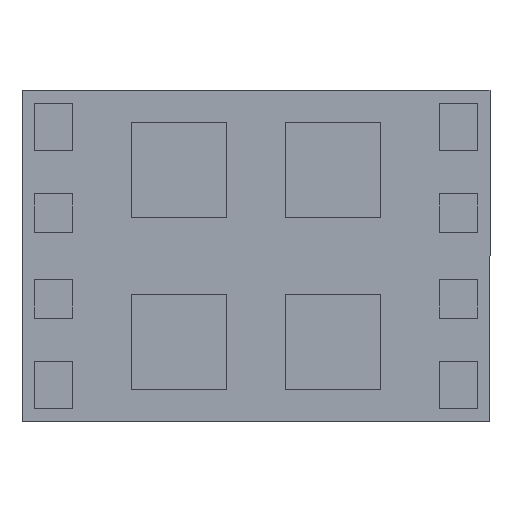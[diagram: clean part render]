
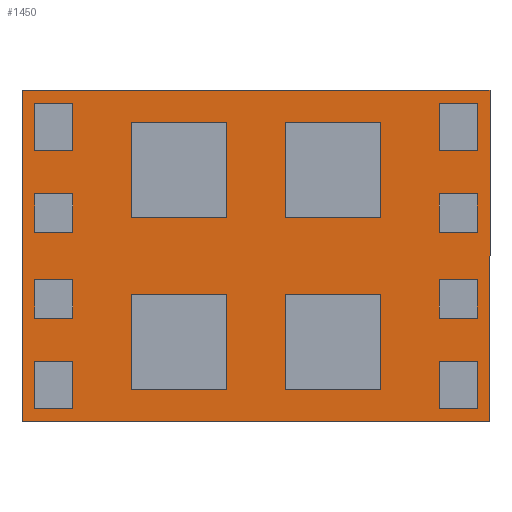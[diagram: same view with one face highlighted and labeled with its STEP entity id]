
A CAD part, front view. The second image highlights one B-rep face of the part: STEP entity #1450.
In plain terms, the highlighted planar face has unit normal (0, -1, 0).
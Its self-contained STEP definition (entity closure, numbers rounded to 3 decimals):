
#21 = EDGE_CURVE ( 'NONE', #2259, #370, #1719, .T. ) ;
#237 = VERTEX_POINT ( 'NONE', #1410 ) ;
#370 = VERTEX_POINT ( 'NONE', #757 ) ;
#416 = FACE_OUTER_BOUND ( 'NONE', #1712, .T. ) ;
#520 = ORIENTED_EDGE ( 'NONE', *, *, #1439, .F. ) ;
#526 = ORIENTED_EDGE ( 'NONE', *, *, #2253, .F. ) ;
#544 = ORIENTED_EDGE ( 'NONE', *, *, #850, .F. ) ;
#567 = ORIENTED_EDGE ( 'NONE', *, *, #21, .F. ) ;
#757 = CARTESIAN_POINT ( 'NONE',  ( 1.226, 0., -0.869 ) ) ;
#850 = EDGE_CURVE ( 'NONE', #1724, #2259, #1900, .T. ) ;
#1017 = DIRECTION ( 'NONE',  ( 1., 0., 0. ) ) ;
#1187 = LINE ( 'NONE', #1528, #2132 ) ;
#1266 = CARTESIAN_POINT ( 'NONE',  ( -1.225, 0., 0.869 ) ) ;
#1376 = VECTOR ( 'NONE', #1017, 1000. ) ;
#1410 = CARTESIAN_POINT ( 'NONE',  ( -1.225, 0., -0.869 ) ) ;
#1439 = EDGE_CURVE ( 'NONE', #370, #237, #1835, .T. ) ;
#1444 = CARTESIAN_POINT ( 'NONE',  ( 1.226, 0., -0.869 ) ) ;
#1450 = ADVANCED_FACE ( 'NONE', ( #416 ), #1645, .F. ) ;
#1458 = CARTESIAN_POINT ( 'NONE',  ( -1.225, 0., -0.869 ) ) ;
#1479 = DIRECTION ( 'NONE',  ( -1., 0., 0. ) ) ;
#1498 = DIRECTION ( 'NONE',  ( 0., 0., -1. ) ) ;
#1528 = CARTESIAN_POINT ( 'NONE',  ( -1.225, 0., -0.869 ) ) ;
#1546 = CARTESIAN_POINT ( 'NONE',  ( 1.226, 0., 0.869 ) ) ;
#1571 = DIRECTION ( 'NONE',  ( 0., 0., 1. ) ) ;
#1600 = DIRECTION ( 'NONE',  ( 0., 1., 0. ) ) ;
#1615 = CARTESIAN_POINT ( 'NONE',  ( -1.225, 0., 0.869 ) ) ;
#1625 = CARTESIAN_POINT ( 'NONE',  ( 0., 0., 0. ) ) ;
#1645 = PLANE ( 'NONE',  #2007 ) ;
#1658 = VECTOR ( 'NONE', #1498, 1000. ) ;
#1668 = DIRECTION ( 'NONE',  ( 0., 0., 1. ) ) ;
#1712 = EDGE_LOOP ( 'NONE', ( #567, #544, #526, #520 ) ) ;
#1719 = LINE ( 'NONE', #1444, #1658 ) ;
#1724 = VERTEX_POINT ( 'NONE', #1615 ) ;
#1835 = LINE ( 'NONE', #1458, #1886 ) ;
#1886 = VECTOR ( 'NONE', #1479, 1000. ) ;
#1900 = LINE ( 'NONE', #1266, #1376 ) ;
#2007 = AXIS2_PLACEMENT_3D ( 'NONE', #1625, #1600, #1668 ) ;
#2132 = VECTOR ( 'NONE', #1571, 1000. ) ;
#2253 = EDGE_CURVE ( 'NONE', #237, #1724, #1187, .T. ) ;
#2259 = VERTEX_POINT ( 'NONE', #1546 ) ;
